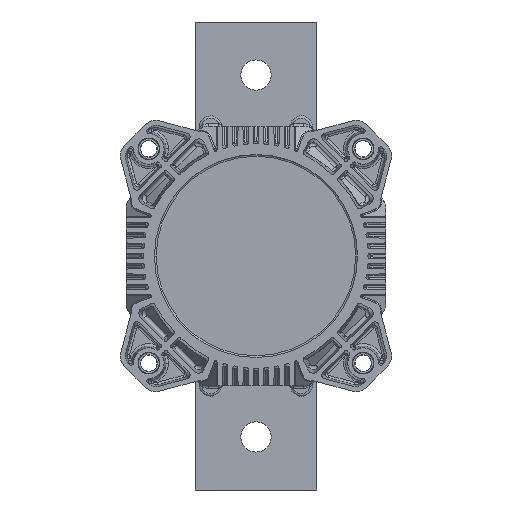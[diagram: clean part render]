
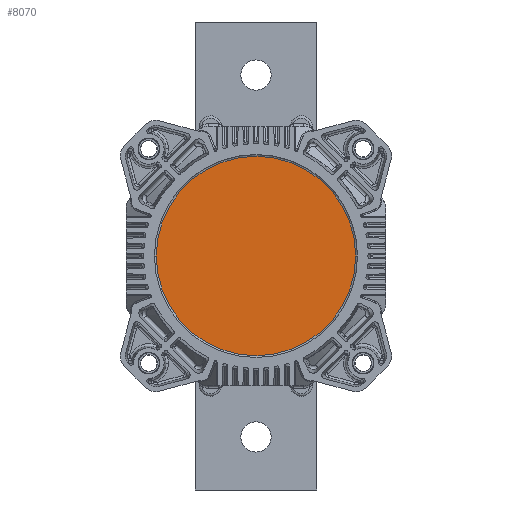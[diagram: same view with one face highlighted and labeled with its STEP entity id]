
A CAD part, front view. The second image highlights one B-rep face of the part: STEP entity #8070.
In plain terms, the highlighted planar face has unit normal (0, -1, 0).
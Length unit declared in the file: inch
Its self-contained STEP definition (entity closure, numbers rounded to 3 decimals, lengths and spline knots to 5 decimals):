
#8070 = ADVANCED_FACE ( 'NONE', ( #87893 ), #30979, .F. ) ;
#11500 = DIRECTION ( 'NONE',  ( 0., 1., 0. ) ) ;
#12698 = CIRCLE ( 'NONE', #66277, 1.645 ) ;
#19012 = CARTESIAN_POINT ( 'NONE',  ( 0., 0.03, 0. ) ) ;
#30979 = PLANE ( 'NONE',  #255585 ) ;
#40326 = DIRECTION ( 'NONE',  ( -1., 0., 0. ) ) ;
#66277 = AXIS2_PLACEMENT_3D ( 'NONE', #19012, #167685, #40326 ) ;
#76848 = CIRCLE ( 'NONE', #109753, 1.645 ) ;
#80544 = EDGE_CURVE ( 'NONE', #161977, #244780, #12698, .T. ) ;
#87893 = FACE_OUTER_BOUND ( 'NONE', #156911, .T. ) ;
#96902 = ORIENTED_EDGE ( 'NONE', *, *, #260148, .T. ) ;
#106654 = CARTESIAN_POINT ( 'NONE',  ( 0., 0.03, 0. ) ) ;
#109753 = AXIS2_PLACEMENT_3D ( 'NONE', #106654, #255406, #128066 ) ;
#128066 = DIRECTION ( 'NONE',  ( -1., 0., 0. ) ) ;
#138875 = CARTESIAN_POINT ( 'NONE',  ( 1.675, 0.03, 0. ) ) ;
#156911 = EDGE_LOOP ( 'NONE', ( #270200, #96902 ) ) ;
#160185 = DIRECTION ( 'NONE',  ( -1., 0., 0. ) ) ;
#161977 = VERTEX_POINT ( 'NONE', #179310 ) ;
#167685 = DIRECTION ( 'NONE',  ( 0., -1., 0. ) ) ;
#172974 = CARTESIAN_POINT ( 'NONE',  ( 1.645, 0.03, 0. ) ) ;
#179310 = CARTESIAN_POINT ( 'NONE',  ( -1.645, 0.03, 0. ) ) ;
#244780 = VERTEX_POINT ( 'NONE', #172974 ) ;
#255406 = DIRECTION ( 'NONE',  ( 0., -1., 0. ) ) ;
#255585 = AXIS2_PLACEMENT_3D ( 'NONE', #138875, #11500, #160185 ) ;
#260148 = EDGE_CURVE ( 'NONE', #244780, #161977, #76848, .T. ) ;
#270200 = ORIENTED_EDGE ( 'NONE', *, *, #80544, .T. ) ;
